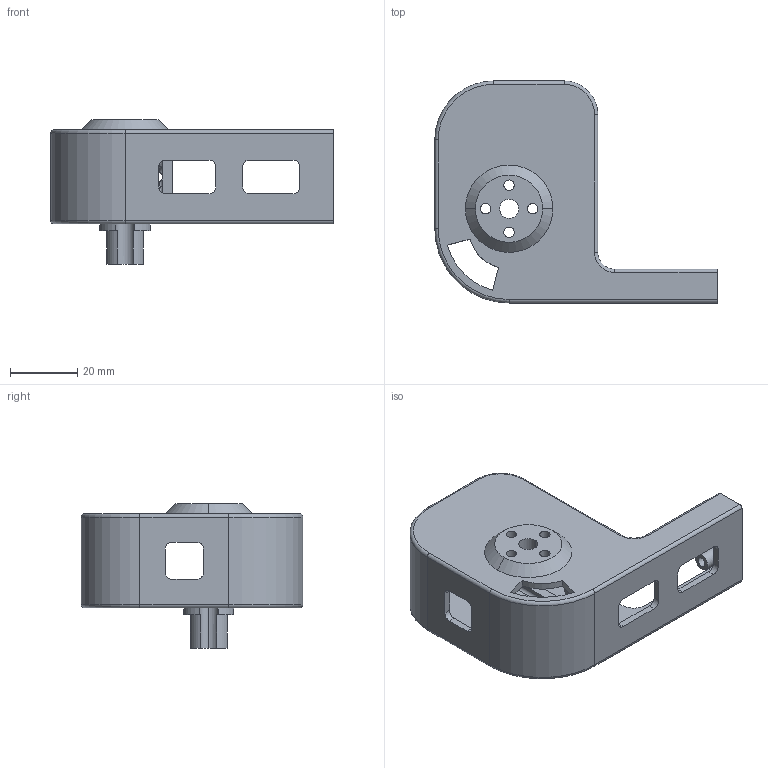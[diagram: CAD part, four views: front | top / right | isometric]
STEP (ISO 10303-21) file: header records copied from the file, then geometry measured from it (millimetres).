
FILE_DESCRIPTION(/* description */ (''),/* implementation_level */ '2;1');
FILE_NAME(/* name */ '左前右后外摆关节_step.stp',/* time_stamp */ '2025-11-24T18:03:45+08:00',/* author */ (''),/* organization */ (''),/* preprocessor_version */ 'ST-DEVELOPER v16.7',/* originating_system */ 'SIEMENS PLM Software NX 12.0',/* authorisation */ '');
FILE_SCHEMA (('AUTOMOTIVE_DESIGN { 1 0 10303 214 3 1 1 1 }'));
Length unit declared in the file: millimetre
Products named in the file (1): 左前右后外摆关节_step
Bounding box: 84 x 66 x 43 mm (x, y, z)
Volume: 23289.4 mm3; surface area: 23207 mm2
Topology: 1 solids, 1 shells, 218 faces, 599 edges, 382 vertices
Faces by surface type: cylinder 103, plane 81, torus 22, bspline 8, cone 2, sphere 2
Full cylindrical faces by diameter (mm): 2.9 x4, 5 x2, 7 x2
Entity records: 7514 total; most frequent: CARTESIAN_POINT 1745, DIRECTION 1265, ORIENTED_EDGE 1174, EDGE_CURVE 587, AXIS2_PLACEMENT_3D 491, VERTEX_POINT 380, LINE 283, VECTOR 283
